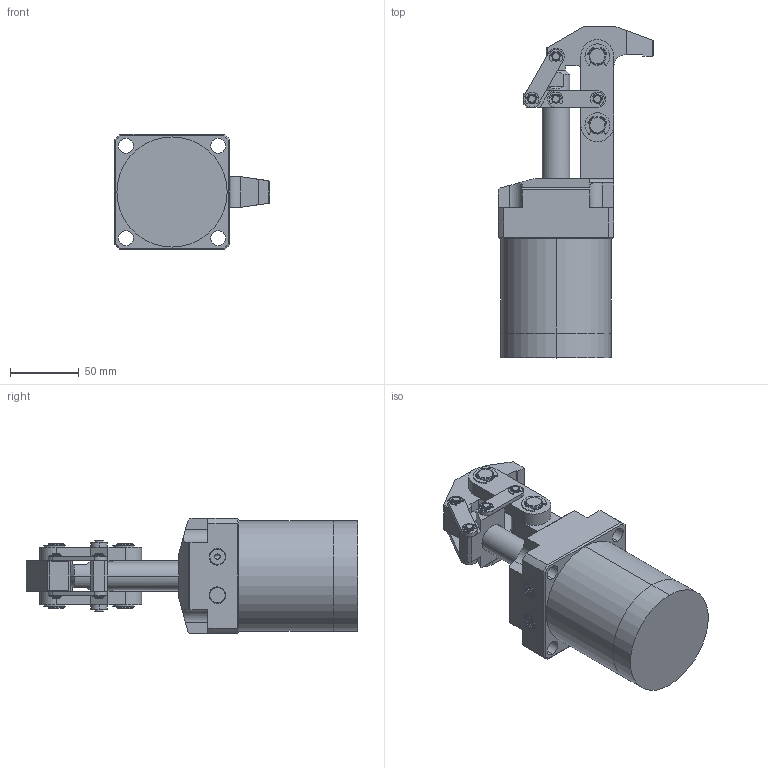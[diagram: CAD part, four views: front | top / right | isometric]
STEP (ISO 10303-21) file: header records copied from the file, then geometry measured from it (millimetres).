
FILE_DESCRIPTION (( 'STEP AP214' ), '1' );
FILE_NAME ('CLF5H-50油压杠杠杠三维图.STEP', '2019-03-30T06:49:54', ( '' ), ( '' ), 'SwSTEP 2.0', 'SolidWorks 2016', '' );
FILE_SCHEMA (( 'AUTOMOTIVE_DESIGN' ));
Length unit declared in the file: millimetre
Products named in the file (16): 揤旋; o遠; 綴裔0; 蟀裝2; 挡圈2; 挡圈1; 蟀裝3; 活塞杆0; CLF5H-50油压杠杠杠三维图; 掛极0; 种粣2; 蟀裝1; 騵艦遠; 种粣1; 蟀裝4; 种粣3
Assembly tree (31 placements, depth 2):
  CLF5H-50油压杠杠杠三维图
    活塞杆0
    蟀裝3  x2
    挡圈1  x4
    挡圈2  x8
    蟀裝2
    綴裔0
    o遠
    揤旋
    种粣3  x2
    蟀裝4  x2
    种粣1  x2
    騵艦遠
    蟀裝1  x2
    种粣2  x2
    掛极0
Bounding box: 113 x 241 x 84 mm (x, y, z)
Volume: 739661.5 mm3; surface area: 148556.9 mm2
Topology: 31 solids, 31 shells, 1085 faces, 2855 edges, 1866 vertices
Faces by surface type: cylinder 675, plane 269, cone 88, bspline 51, torus 2
Entity records: 39759 total; most frequent: CARTESIAN_POINT 24137, ORIENTED_EDGE 3416, DIRECTION 2878, EDGE_CURVE 1708, VERTEX_POINT 1112, AXIS2_PLACEMENT_3D 1070, LINE 738, VECTOR 738
